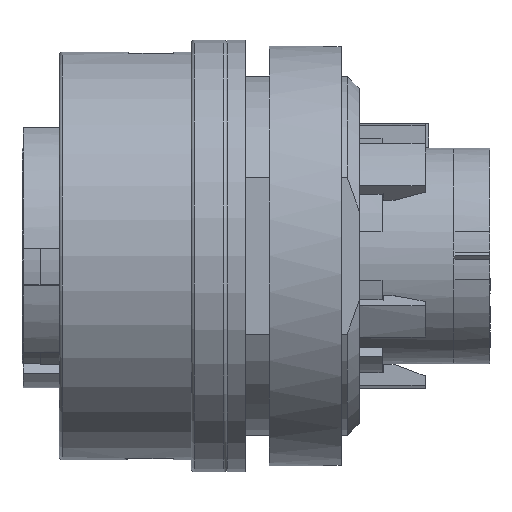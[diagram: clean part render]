
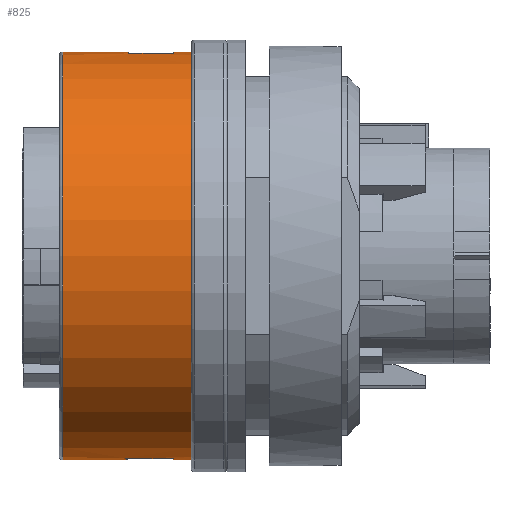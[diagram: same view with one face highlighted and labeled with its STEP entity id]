
A CAD part, top view. The second image highlights one B-rep face of the part: STEP entity #825.
In plain terms, the highlighted cylindrical face has radius 17 mm (diameter 34 mm), a full revolution.
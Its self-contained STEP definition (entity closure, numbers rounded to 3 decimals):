
#65=ELLIPSE('',#8771,17.042,17.);
#68=ELLIPSE('',#8781,17.042,17.);
#203=FACE_BOUND('',#1831,.T.);
#204=FACE_BOUND('',#1832,.T.);
#205=FACE_BOUND('',#1833,.T.);
#206=FACE_BOUND('',#1834,.T.);
#825=ADVANCED_FACE('',(#203,#204,#205,#206),#1092,.T.);
#1092=CYLINDRICAL_SURFACE('',#8802,17.);
#1831=EDGE_LOOP('',(#4883));
#1832=EDGE_LOOP('',(#4884,#4885,#4886,#4887));
#1833=EDGE_LOOP('',(#4888,#4889,#4890,#4891));
#1834=EDGE_LOOP('',(#4892));
#2505=LINE('',#13037,#3310);
#2509=LINE('',#13046,#3314);
#2519=LINE('',#13078,#3324);
#2523=LINE('',#13087,#3328);
#3310=VECTOR('',#10302,1.);
#3314=VECTOR('',#10308,1.);
#3324=VECTOR('',#10338,1.);
#3328=VECTOR('',#10344,1.);
#4883=ORIENTED_EDGE('',*,*,#7469,.T.);
#4884=ORIENTED_EDGE('',*,*,#7516,.T.);
#4885=ORIENTED_EDGE('',*,*,#7504,.T.);
#4886=ORIENTED_EDGE('',*,*,#7513,.T.);
#4887=ORIENTED_EDGE('',*,*,#7500,.T.);
#4888=ORIENTED_EDGE('',*,*,#7532,.T.);
#4889=ORIENTED_EDGE('',*,*,#7524,.T.);
#4890=ORIENTED_EDGE('',*,*,#7537,.T.);
#4891=ORIENTED_EDGE('',*,*,#7520,.T.);
#4892=ORIENTED_EDGE('',*,*,#7562,.F.);
#6487=VERTEX_POINT('',#12845);
#6517=VERTEX_POINT('',#13035);
#6519=VERTEX_POINT('',#13038);
#6521=VERTEX_POINT('',#13044);
#6523=VERTEX_POINT('',#13047);
#6534=VERTEX_POINT('',#13077);
#6535=VERTEX_POINT('',#13079);
#6538=VERTEX_POINT('',#13086);
#6539=VERTEX_POINT('',#13088);
#6553=VERTEX_POINT('',#13155);
#7469=EDGE_CURVE('',#6487,#6487,#8242,.T.);
#7500=EDGE_CURVE('',#6519,#6517,#2505,.T.);
#7504=EDGE_CURVE('',#6523,#6521,#2509,.T.);
#7513=EDGE_CURVE('',#6521,#6519,#65,.T.);
#7516=EDGE_CURVE('',#6517,#6523,#8260,.T.);
#7520=EDGE_CURVE('',#6535,#6534,#2519,.T.);
#7524=EDGE_CURVE('',#6539,#6538,#2523,.T.);
#7532=EDGE_CURVE('',#6534,#6539,#68,.T.);
#7537=EDGE_CURVE('',#6538,#6535,#8263,.T.);
#7562=EDGE_CURVE('',#6553,#6553,#8264,.T.);
#8242=CIRCLE('',#8737,17.);
#8260=CIRCLE('',#8773,17.);
#8263=CIRCLE('',#8785,17.);
#8264=CIRCLE('',#8800,17.);
#8737=AXIS2_PLACEMENT_3D('',#12844,#10241,#10242);
#8771=AXIS2_PLACEMENT_3D('',#13065,#10324,#10325);
#8773=AXIS2_PLACEMENT_3D('',#13070,#10330,#10331);
#8781=AXIS2_PLACEMENT_3D('',#13104,#10358,#10359);
#8785=AXIS2_PLACEMENT_3D('',#13113,#10368,#10369);
#8800=AXIS2_PLACEMENT_3D('',#13154,#10420,#10421);
#8802=AXIS2_PLACEMENT_3D('',#13157,#10424,#10425);
#10241=DIRECTION('',(1.,0.,0.));
#10242=DIRECTION('',(0.,1.,0.));
#10302=DIRECTION('',(1.,0.,0.));
#10308=DIRECTION('',(-1.,0.,0.));
#10324=DIRECTION('',(-0.998,0.,-0.07));
#10325=DIRECTION('',(0.07,0.,-0.998));
#10330=DIRECTION('',(1.,0.,0.));
#10331=DIRECTION('',(0.,1.,0.));
#10338=DIRECTION('',(-1.,0.,0.));
#10344=DIRECTION('',(1.,0.,0.));
#10358=DIRECTION('',(-0.998,0.,0.07));
#10359=DIRECTION('',(0.07,0.,0.998));
#10368=DIRECTION('',(1.,0.,0.));
#10369=DIRECTION('',(0.,1.,0.));
#10420=DIRECTION('',(1.,0.,0.));
#10421=DIRECTION('',(0.,1.,0.));
#10424=DIRECTION('',(1.,0.,0.));
#10425=DIRECTION('',(0.,1.,0.));
#12844=CARTESIAN_POINT('',(-21.548,-1.807,0.));
#12845=CARTESIAN_POINT('',(-21.548,15.193,0.));
#13035=CARTESIAN_POINT('',(-12.327,-18.689,2.));
#13037=CARTESIAN_POINT('',(-24.848,-18.689,2.));
#13038=CARTESIAN_POINT('',(-16.327,-18.689,2.));
#13044=CARTESIAN_POINT('',(-16.048,-18.689,-2.));
#13046=CARTESIAN_POINT('',(-24.848,-18.689,-2.));
#13047=CARTESIAN_POINT('',(-12.327,-18.689,-2.));
#13065=CARTESIAN_POINT('',(-16.188,-1.807,0.));
#13070=CARTESIAN_POINT('',(-12.327,-1.807,0.));
#13077=CARTESIAN_POINT('',(-16.048,15.075,2.));
#13078=CARTESIAN_POINT('',(-24.848,15.075,2.));
#13079=CARTESIAN_POINT('',(-12.327,15.075,2.));
#13086=CARTESIAN_POINT('',(-12.327,15.075,-2.));
#13087=CARTESIAN_POINT('',(-24.848,15.075,-2.));
#13088=CARTESIAN_POINT('',(-16.327,15.075,-2.));
#13104=CARTESIAN_POINT('',(-16.188,-1.807,0.));
#13113=CARTESIAN_POINT('',(-12.327,-1.807,0.));
#13154=CARTESIAN_POINT('',(-10.848,-1.807,0.));
#13155=CARTESIAN_POINT('',(-10.848,15.193,0.));
#13157=CARTESIAN_POINT('',(-24.848,-1.807,0.));
